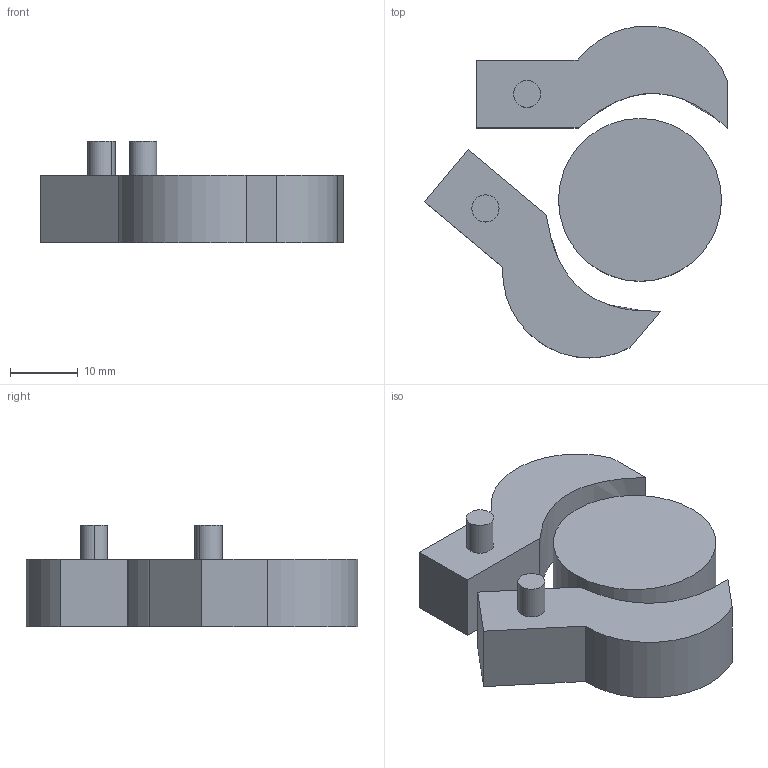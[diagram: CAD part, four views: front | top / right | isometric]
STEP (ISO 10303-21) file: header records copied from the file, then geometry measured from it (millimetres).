
FILE_DESCRIPTION(/* description */ (''),/* implementation_level */ '2;1');
FILE_NAME(/* name */ 'gripper_amp_0.14_off_2.00',/* time_stamp */ '2025-08-22T08:04:29-05:00',/* author */ (''),/* organization */ (''),/* preprocessor_version */ 'ST-DEVELOPER v19.2',/* originating_system */ 'Rhino 8.20',/* authorisation */ '');
FILE_SCHEMA (('CONFIG_CONTROL_DESIGN'));
Length unit declared in the file: millimetre
Products named in the file (1): Document
Bounding box: 44.6 x 48.89 x 15 mm (x, y, z)
Volume: 11942.9 mm3; surface area: 5720.5 mm2
Topology: 5 solids, 5 shells, 32 faces, 66 edges, 44 vertices
Faces by surface type: plane 18, cylinder 12, bspline 2
Entity records: 1162 total; most frequent: CARTESIAN_POINT 464, ORIENTED_EDGE 132, DIRECTION 82, EDGE_CURVE 66, AXIS2_PLACEMENT_3D 56, VERTEX_POINT 44, B_SPLINE_CURVE_WITH_KNOTS 40, EDGE_LOOP 36
